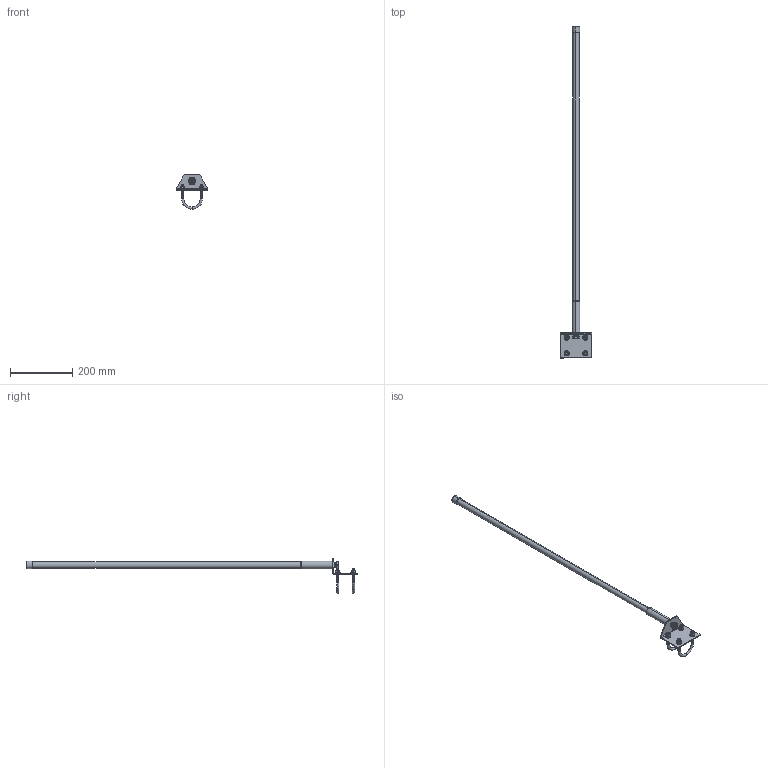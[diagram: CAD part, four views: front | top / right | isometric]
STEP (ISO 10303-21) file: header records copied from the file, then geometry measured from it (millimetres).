
FILE_DESCRIPTION (( 'STEP AP214' ), '1' );
FILE_NAME ('HG3512UP-NF.STEP', '2012-11-08T22:46:10', ( '' ), ( '' ), 'SwSTEP 2.0', 'SolidWorks 2012', '' );
FILE_SCHEMA (( 'AUTOMOTIVE_DESIGN' ));
Length unit declared in the file: inch
Products named in the file (4): HG3512UP-NF; HG3512UP-NF_ANTENNA; HG3512UP-NF_Mount Bracket; HG3512UP-NF_U-Bolt
Assembly tree (4 placements, depth 2):
  HG3512UP-NF
    HG3512UP-NF_ANTENNA
    HG3512UP-NF_Mount Bracket
    HG3512UP-NF_U-Bolt  x2
Bounding box: 100.33 x 1066.93 x 111.08 mm (x, y, z)
Volume: 393363.7 mm3; surface area: 108609.1 mm2
Topology: 5 solids, 5 shells, 1274 faces, 2778 edges, 1546 vertices
Faces by surface type: cone 937, plane 183, cylinder 112, torus 42
Entity records: 33011 total; most frequent: CARTESIAN_POINT 4929, DIRECTION 4123, ORIENTED_EDGE 3660, EDGE_CURVE 1830, AXIS2_PLACEMENT_3D 1642, VERTEX_POINT 1056, LINE 839, VECTOR 839
